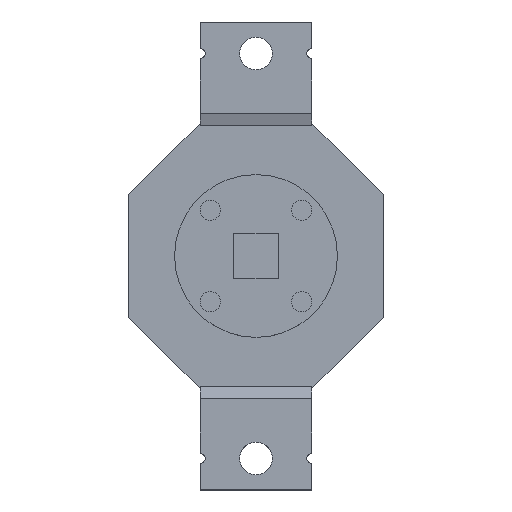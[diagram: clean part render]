
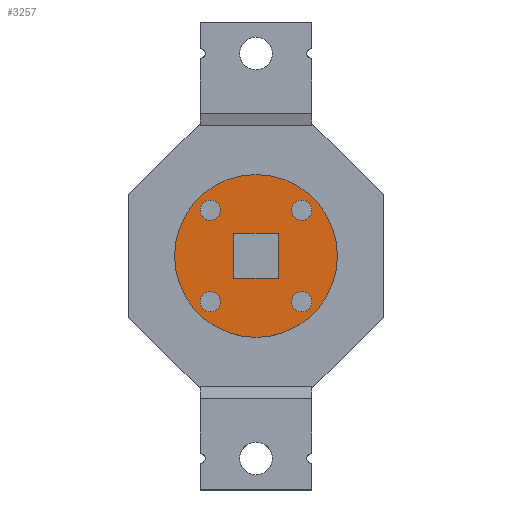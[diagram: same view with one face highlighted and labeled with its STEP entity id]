
A CAD part, top view. The second image highlights one B-rep face of the part: STEP entity #3257.
In plain terms, the highlighted planar face has unit normal (0, 0, 1).
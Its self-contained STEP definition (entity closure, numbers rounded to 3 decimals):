
#3173 = EDGE_CURVE('',#3174,#3174,#3176,.T.);
#3174 = VERTEX_POINT('',#3175);
#3175 = CARTESIAN_POINT('',(4.,0.,1.2));
#3176 = SURFACE_CURVE('',#3177,(#3182,#3194),.PCURVE_S1.);
#3177 = CIRCLE('',#3178,4.);
#3178 = AXIS2_PLACEMENT_3D('',#3179,#3180,#3181);
#3179 = CARTESIAN_POINT('',(0.,0.,1.2));
#3180 = DIRECTION('',(0.,0.,1.));
#3181 = DIRECTION('',(1.,0.,0.));
#3182 = PCURVE('',#3183,#3188);
#3183 = CYLINDRICAL_SURFACE('',#3184,4.);
#3184 = AXIS2_PLACEMENT_3D('',#3185,#3186,#3187);
#3185 = CARTESIAN_POINT('',(0.,0.,0.4));
#3186 = DIRECTION('',(0.,0.,1.));
#3187 = DIRECTION('',(1.,0.,0.));
#3188 = DEFINITIONAL_REPRESENTATION('',(#3189),#3193);
#3189 = LINE('',#3190,#3191);
#3190 = CARTESIAN_POINT('',(0.,0.8));
#3191 = VECTOR('',#3192,1.);
#3192 = DIRECTION('',(1.,0.));
#3193 = ( GEOMETRIC_REPRESENTATION_CONTEXT(2) 
PARAMETRIC_REPRESENTATION_CONTEXT() REPRESENTATION_CONTEXT('2D SPACE',''
  ) );
#3194 = PCURVE('',#3195,#3200);
#3195 = PLANE('',#3196);
#3196 = AXIS2_PLACEMENT_3D('',#3197,#3198,#3199);
#3197 = CARTESIAN_POINT('',(0.,0.,1.2));
#3198 = DIRECTION('',(0.,0.,1.));
#3199 = DIRECTION('',(1.,0.,0.));
#3200 = DEFINITIONAL_REPRESENTATION('',(#3201),#3205);
#3201 = CIRCLE('',#3202,4.);
#3202 = AXIS2_PLACEMENT_2D('',#3203,#3204);
#3203 = CARTESIAN_POINT('',(0.,0.));
#3204 = DIRECTION('',(1.,0.));
#3205 = ( GEOMETRIC_REPRESENTATION_CONTEXT(2) 
PARAMETRIC_REPRESENTATION_CONTEXT() REPRESENTATION_CONTEXT('2D SPACE',''
  ) );
#3257 = ADVANCED_FACE('',(#3258,#3261,#3292,#3323,#3354),#3195,.T.);
#3258 = FACE_BOUND('',#3259,.T.);
#3259 = EDGE_LOOP('',(#3260));
#3260 = ORIENTED_EDGE('',*,*,#3173,.T.);
#3261 = FACE_BOUND('',#3262,.T.);
#3262 = EDGE_LOOP('',(#3263));
#3263 = ORIENTED_EDGE('',*,*,#3264,.F.);
#3264 = EDGE_CURVE('',#3265,#3265,#3267,.T.);
#3265 = VERTEX_POINT('',#3266);
#3266 = CARTESIAN_POINT('',(-1.75,-2.25,1.2));
#3267 = SURFACE_CURVE('',#3268,(#3273,#3280),.PCURVE_S1.);
#3268 = CIRCLE('',#3269,0.5);
#3269 = AXIS2_PLACEMENT_3D('',#3270,#3271,#3272);
#3270 = CARTESIAN_POINT('',(-2.25,-2.25,1.2));
#3271 = DIRECTION('',(0.,0.,1.));
#3272 = DIRECTION('',(1.,0.,0.));
#3273 = PCURVE('',#3195,#3274);
#3274 = DEFINITIONAL_REPRESENTATION('',(#3275),#3279);
#3275 = CIRCLE('',#3276,0.5);
#3276 = AXIS2_PLACEMENT_2D('',#3277,#3278);
#3277 = CARTESIAN_POINT('',(-2.25,-2.25));
#3278 = DIRECTION('',(1.,0.));
#3279 = ( GEOMETRIC_REPRESENTATION_CONTEXT(2) 
PARAMETRIC_REPRESENTATION_CONTEXT() REPRESENTATION_CONTEXT('2D SPACE',''
  ) );
#3280 = PCURVE('',#3281,#3286);
#3281 = CYLINDRICAL_SURFACE('',#3282,0.5);
#3282 = AXIS2_PLACEMENT_3D('',#3283,#3284,#3285);
#3283 = CARTESIAN_POINT('',(-2.25,-2.25,0.));
#3284 = DIRECTION('',(-0.,-0.,-1.));
#3285 = DIRECTION('',(1.,0.,0.));
#3286 = DEFINITIONAL_REPRESENTATION('',(#3287),#3291);
#3287 = LINE('',#3288,#3289);
#3288 = CARTESIAN_POINT('',(-0.,-1.2));
#3289 = VECTOR('',#3290,1.);
#3290 = DIRECTION('',(-1.,0.));
#3291 = ( GEOMETRIC_REPRESENTATION_CONTEXT(2) 
PARAMETRIC_REPRESENTATION_CONTEXT() REPRESENTATION_CONTEXT('2D SPACE',''
  ) );
#3292 = FACE_BOUND('',#3293,.T.);
#3293 = EDGE_LOOP('',(#3294));
#3294 = ORIENTED_EDGE('',*,*,#3295,.F.);
#3295 = EDGE_CURVE('',#3296,#3296,#3298,.T.);
#3296 = VERTEX_POINT('',#3297);
#3297 = CARTESIAN_POINT('',(2.75,-2.25,1.2));
#3298 = SURFACE_CURVE('',#3299,(#3304,#3311),.PCURVE_S1.);
#3299 = CIRCLE('',#3300,0.5);
#3300 = AXIS2_PLACEMENT_3D('',#3301,#3302,#3303);
#3301 = CARTESIAN_POINT('',(2.25,-2.25,1.2));
#3302 = DIRECTION('',(0.,0.,1.));
#3303 = DIRECTION('',(1.,0.,0.));
#3304 = PCURVE('',#3195,#3305);
#3305 = DEFINITIONAL_REPRESENTATION('',(#3306),#3310);
#3306 = CIRCLE('',#3307,0.5);
#3307 = AXIS2_PLACEMENT_2D('',#3308,#3309);
#3308 = CARTESIAN_POINT('',(2.25,-2.25));
#3309 = DIRECTION('',(1.,0.));
#3310 = ( GEOMETRIC_REPRESENTATION_CONTEXT(2) 
PARAMETRIC_REPRESENTATION_CONTEXT() REPRESENTATION_CONTEXT('2D SPACE',''
  ) );
#3311 = PCURVE('',#3312,#3317);
#3312 = CYLINDRICAL_SURFACE('',#3313,0.5);
#3313 = AXIS2_PLACEMENT_3D('',#3314,#3315,#3316);
#3314 = CARTESIAN_POINT('',(2.25,-2.25,0.));
#3315 = DIRECTION('',(-0.,-0.,-1.));
#3316 = DIRECTION('',(1.,0.,0.));
#3317 = DEFINITIONAL_REPRESENTATION('',(#3318),#3322);
#3318 = LINE('',#3319,#3320);
#3319 = CARTESIAN_POINT('',(-0.,-1.2));
#3320 = VECTOR('',#3321,1.);
#3321 = DIRECTION('',(-1.,0.));
#3322 = ( GEOMETRIC_REPRESENTATION_CONTEXT(2) 
PARAMETRIC_REPRESENTATION_CONTEXT() REPRESENTATION_CONTEXT('2D SPACE',''
  ) );
#3323 = FACE_BOUND('',#3324,.T.);
#3324 = EDGE_LOOP('',(#3325));
#3325 = ORIENTED_EDGE('',*,*,#3326,.F.);
#3326 = EDGE_CURVE('',#3327,#3327,#3329,.T.);
#3327 = VERTEX_POINT('',#3328);
#3328 = CARTESIAN_POINT('',(-1.75,2.25,1.2));
#3329 = SURFACE_CURVE('',#3330,(#3335,#3342),.PCURVE_S1.);
#3330 = CIRCLE('',#3331,0.5);
#3331 = AXIS2_PLACEMENT_3D('',#3332,#3333,#3334);
#3332 = CARTESIAN_POINT('',(-2.25,2.25,1.2));
#3333 = DIRECTION('',(0.,0.,1.));
#3334 = DIRECTION('',(1.,0.,0.));
#3335 = PCURVE('',#3195,#3336);
#3336 = DEFINITIONAL_REPRESENTATION('',(#3337),#3341);
#3337 = CIRCLE('',#3338,0.5);
#3338 = AXIS2_PLACEMENT_2D('',#3339,#3340);
#3339 = CARTESIAN_POINT('',(-2.25,2.25));
#3340 = DIRECTION('',(1.,0.));
#3341 = ( GEOMETRIC_REPRESENTATION_CONTEXT(2) 
PARAMETRIC_REPRESENTATION_CONTEXT() REPRESENTATION_CONTEXT('2D SPACE',''
  ) );
#3342 = PCURVE('',#3343,#3348);
#3343 = CYLINDRICAL_SURFACE('',#3344,0.5);
#3344 = AXIS2_PLACEMENT_3D('',#3345,#3346,#3347);
#3345 = CARTESIAN_POINT('',(-2.25,2.25,0.));
#3346 = DIRECTION('',(-0.,-0.,-1.));
#3347 = DIRECTION('',(1.,0.,0.));
#3348 = DEFINITIONAL_REPRESENTATION('',(#3349),#3353);
#3349 = LINE('',#3350,#3351);
#3350 = CARTESIAN_POINT('',(-0.,-1.2));
#3351 = VECTOR('',#3352,1.);
#3352 = DIRECTION('',(-1.,0.));
#3353 = ( GEOMETRIC_REPRESENTATION_CONTEXT(2) 
PARAMETRIC_REPRESENTATION_CONTEXT() REPRESENTATION_CONTEXT('2D SPACE',''
  ) );
#3354 = FACE_BOUND('',#3355,.T.);
#3355 = EDGE_LOOP('',(#3356));
#3356 = ORIENTED_EDGE('',*,*,#3357,.F.);
#3357 = EDGE_CURVE('',#3358,#3358,#3360,.T.);
#3358 = VERTEX_POINT('',#3359);
#3359 = CARTESIAN_POINT('',(2.75,2.25,1.2));
#3360 = SURFACE_CURVE('',#3361,(#3366,#3373),.PCURVE_S1.);
#3361 = CIRCLE('',#3362,0.5);
#3362 = AXIS2_PLACEMENT_3D('',#3363,#3364,#3365);
#3363 = CARTESIAN_POINT('',(2.25,2.25,1.2));
#3364 = DIRECTION('',(0.,0.,1.));
#3365 = DIRECTION('',(1.,0.,0.));
#3366 = PCURVE('',#3195,#3367);
#3367 = DEFINITIONAL_REPRESENTATION('',(#3368),#3372);
#3368 = CIRCLE('',#3369,0.5);
#3369 = AXIS2_PLACEMENT_2D('',#3370,#3371);
#3370 = CARTESIAN_POINT('',(2.25,2.25));
#3371 = DIRECTION('',(1.,0.));
#3372 = ( GEOMETRIC_REPRESENTATION_CONTEXT(2) 
PARAMETRIC_REPRESENTATION_CONTEXT() REPRESENTATION_CONTEXT('2D SPACE',''
  ) );
#3373 = PCURVE('',#3374,#3379);
#3374 = CYLINDRICAL_SURFACE('',#3375,0.5);
#3375 = AXIS2_PLACEMENT_3D('',#3376,#3377,#3378);
#3376 = CARTESIAN_POINT('',(2.25,2.25,0.));
#3377 = DIRECTION('',(-0.,-0.,-1.));
#3378 = DIRECTION('',(1.,0.,0.));
#3379 = DEFINITIONAL_REPRESENTATION('',(#3380),#3384);
#3380 = LINE('',#3381,#3382);
#3381 = CARTESIAN_POINT('',(-0.,-1.2));
#3382 = VECTOR('',#3383,1.);
#3383 = DIRECTION('',(-1.,0.));
#3384 = ( GEOMETRIC_REPRESENTATION_CONTEXT(2) 
PARAMETRIC_REPRESENTATION_CONTEXT() REPRESENTATION_CONTEXT('2D SPACE',''
  ) );
